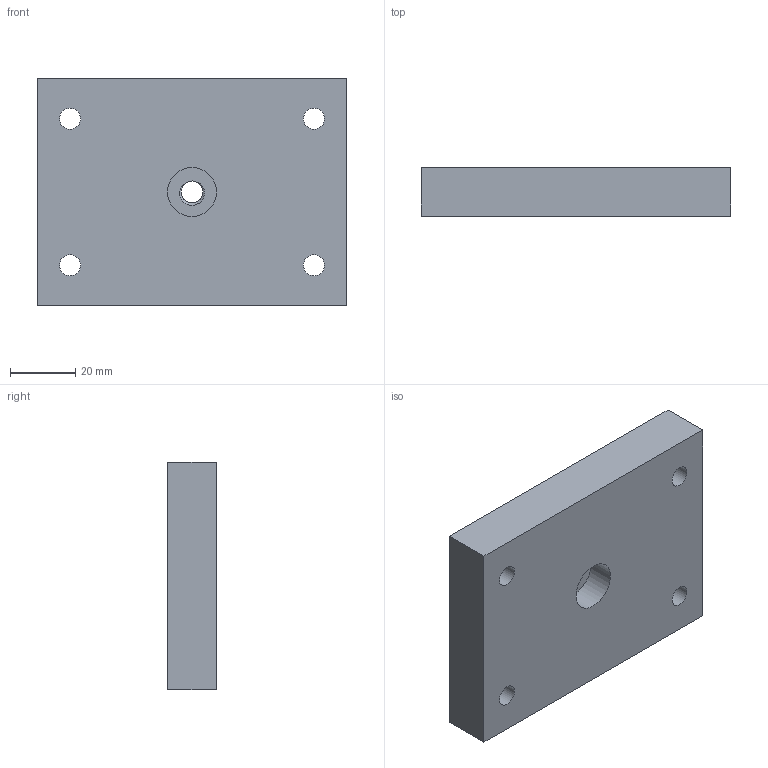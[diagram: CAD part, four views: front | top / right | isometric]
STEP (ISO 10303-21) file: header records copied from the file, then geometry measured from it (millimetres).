
FILE_DESCRIPTION(/* description */ (''),/* implementation_level */ '2;1');
FILE_NAME(/* name */ 'B - Bottom 1.0.step',/* time_stamp */ '2018-09-25T20:28:05+02:00',/* author */ (''),/* organization */ (''),/* preprocessor_version */ 'ST-DEVELOPER v17.2',/* originating_system */ 'Autodesk Translation Framework v7.6.0.251',/* authorisation */ '');
FILE_SCHEMA (('AUTOMOTIVE_DESIGN { 1 0 10303 214 3 1 1 }'));
Length unit declared in the file: millimetre
Products named in the file (1): Bottom
Bounding box: 95 x 15 x 70 mm (x, y, z)
Volume: 89236.9 mm3; surface area: 21488.9 mm2
Topology: 1 solids, 1 shells, 41 faces, 94 edges, 62 vertices
Faces by surface type: cylinder 26, plane 13, bspline 2
Full cylindrical faces by diameter (mm): 6.5 x4, 6.779 x6, 8.17 x6, 11 x4, 15 x1, 36.55 x1, 52.15 x1
Entity records: 2161 total; most frequent: CARTESIAN_POINT 1206, ORIENTED_EDGE 188, DIRECTION 176, EDGE_CURVE 94, AXIS2_PLACEMENT_3D 70, VERTEX_POINT 62, EDGE_LOOP 58, FACE_OUTER_BOUND 41
